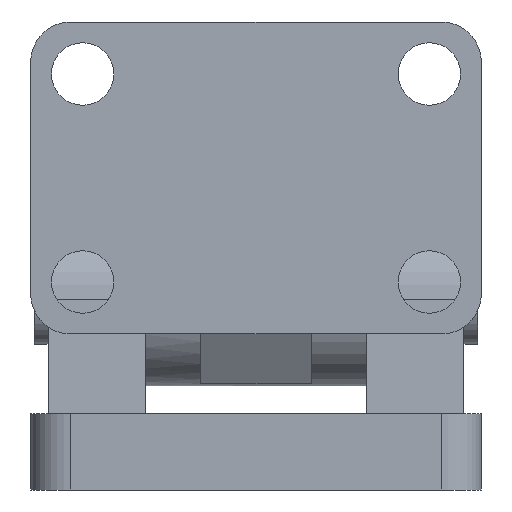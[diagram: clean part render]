
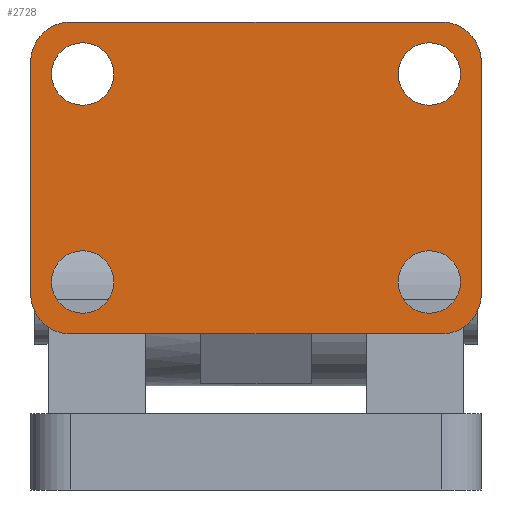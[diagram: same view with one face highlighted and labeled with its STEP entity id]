
A CAD part, left-side view. The second image highlights one B-rep face of the part: STEP entity #2728.
In plain terms, the highlighted face is planar.
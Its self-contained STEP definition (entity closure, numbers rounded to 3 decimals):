
#2053=CARTESIAN_POINT('',(-22.5,26.75,0.0));
#2054=VERTEX_POINT('',#2053);
#2061=CARTESIAN_POINT('',(-22.5,-26.75,0.0));
#2062=VERTEX_POINT('',#2061);
#2063=CARTESIAN_POINT('',(-22.5,-26.75,0.0));
#2064=DIRECTION('',(0.0,1.0,0.0));
#2065=VECTOR('',#2064,53.5);
#2066=LINE('',#2063,#2065);
#2067=EDGE_CURVE('',#2062,#2054,#2066,.T.);
#2084=CARTESIAN_POINT('',(-16.75,32.5,0.0));
#2085=VERTEX_POINT('',#2084);
#2092=CARTESIAN_POINT('',(-16.75,26.75,0.0));
#2093=DIRECTION('',(0.0,0.0,1.));
#2094=DIRECTION('',(-0.707,0.707,0.0));
#2095=AXIS2_PLACEMENT_3D('',#2092,#2093,#2094);
#2096=CIRCLE('',#2095,5.75);
#2097=EDGE_CURVE('',#2085,#2054,#2096,.T.);
#2144=CARTESIAN_POINT('',(16.75,-32.5,0.0));
#2145=VERTEX_POINT('',#2144);
#2152=CARTESIAN_POINT('',(22.5,-26.75,0.0));
#2153=VERTEX_POINT('',#2152);
#2154=CARTESIAN_POINT('',(16.75,-26.75,0.0));
#2155=DIRECTION('',(0.0,0.0,1.));
#2156=DIRECTION('',(0.707,-0.707,0.0));
#2157=AXIS2_PLACEMENT_3D('',#2154,#2155,#2156);
#2158=CIRCLE('',#2157,5.75);
#2159=EDGE_CURVE('',#2145,#2153,#2158,.T.);
#2225=CARTESIAN_POINT('',(-16.75,-32.5,0.0));
#2226=VERTEX_POINT('',#2225);
#2233=CARTESIAN_POINT('',(16.75,-32.5,0.0));
#2234=DIRECTION('',(-1.0,0.0,0.0));
#2235=VECTOR('',#2234,33.5);
#2236=LINE('',#2233,#2235);
#2237=EDGE_CURVE('',#2145,#2226,#2236,.T.);
#2261=CARTESIAN_POINT('',(16.75,32.5,0.0));
#2262=VERTEX_POINT('',#2261);
#2269=CARTESIAN_POINT('',(-16.75,32.5,0.0));
#2270=DIRECTION('',(1.0,0.0,0.0));
#2271=VECTOR('',#2270,33.5);
#2272=LINE('',#2269,#2271);
#2273=EDGE_CURVE('',#2085,#2262,#2272,.T.);
#2316=CARTESIAN_POINT('',(22.5,26.75,0.0));
#2317=VERTEX_POINT('',#2316);
#2324=CARTESIAN_POINT('',(16.75,26.75,0.0));
#2325=DIRECTION('',(0.0,0.0,1.));
#2326=DIRECTION('',(0.707,0.707,0.0));
#2327=AXIS2_PLACEMENT_3D('',#2324,#2325,#2326);
#2328=CIRCLE('',#2327,5.75);
#2329=EDGE_CURVE('',#2317,#2262,#2328,.T.);
#2342=CARTESIAN_POINT('',(-16.75,-26.75,0.0));
#2343=DIRECTION('',(0.0,0.0,1.));
#2344=DIRECTION('',(-0.707,-0.707,0.0));
#2345=AXIS2_PLACEMENT_3D('',#2342,#2343,#2344);
#2346=CIRCLE('',#2345,5.75);
#2347=EDGE_CURVE('',#2062,#2226,#2346,.T.);
#2543=CARTESIAN_POINT('',(-19.5,-25.0,0.0));
#2544=VERTEX_POINT('',#2543);
#2545=CARTESIAN_POINT('',(-15.0,-25.0,0.0));
#2546=DIRECTION('',(0.0,0.0,1.0));
#2547=DIRECTION('',(1.0,0.0,0.0));
#2548=AXIS2_PLACEMENT_3D('',#2545,#2546,#2547);
#2549=CIRCLE('',#2548,4.5);
#2550=EDGE_CURVE('',#2544,#2544,#2549,.T.);
#2584=CARTESIAN_POINT('',(10.5,25.0,0.0));
#2585=VERTEX_POINT('',#2584);
#2586=CARTESIAN_POINT('',(15.0,25.0,0.0));
#2587=DIRECTION('',(0.0,0.0,1.0));
#2588=DIRECTION('',(1.0,0.0,0.0));
#2589=AXIS2_PLACEMENT_3D('',#2586,#2587,#2588);
#2590=CIRCLE('',#2589,4.5);
#2591=EDGE_CURVE('',#2585,#2585,#2590,.T.);
#2625=CARTESIAN_POINT('',(10.5,-25.0,0.0));
#2626=VERTEX_POINT('',#2625);
#2627=CARTESIAN_POINT('',(15.0,-25.0,0.0));
#2628=DIRECTION('',(0.0,0.0,1.0));
#2629=DIRECTION('',(1.0,0.0,0.0));
#2630=AXIS2_PLACEMENT_3D('',#2627,#2628,#2629);
#2631=CIRCLE('',#2630,4.5);
#2632=EDGE_CURVE('',#2626,#2626,#2631,.T.);
#2666=CARTESIAN_POINT('',(-19.5,25.0,0.0));
#2667=VERTEX_POINT('',#2666);
#2668=CARTESIAN_POINT('',(-15.0,25.0,0.0));
#2669=DIRECTION('',(0.0,0.0,1.0));
#2670=DIRECTION('',(1.0,0.0,0.0));
#2671=AXIS2_PLACEMENT_3D('',#2668,#2669,#2670);
#2672=CIRCLE('',#2671,4.5);
#2673=EDGE_CURVE('',#2667,#2667,#2672,.T.);
#2690=CARTESIAN_POINT('',(22.5,26.75,0.0));
#2691=DIRECTION('',(0.0,-1.0,0.0));
#2692=VECTOR('',#2691,53.5);
#2693=LINE('',#2690,#2692);
#2694=EDGE_CURVE('',#2317,#2153,#2693,.T.);
#2701=CARTESIAN_POINT('',(0.0,0.,0.0));
#2702=DIRECTION('',(0.0,0.0,1.0));
#2703=DIRECTION('',(1.0,0.0,0.0));
#2704=AXIS2_PLACEMENT_3D('',#2701,#2702,#2703);
#2705=PLANE('',#2704);
#2706=ORIENTED_EDGE('',*,*,#2159,.F.);
#2707=ORIENTED_EDGE('',*,*,#2237,.T.);
#2708=ORIENTED_EDGE('',*,*,#2347,.F.);
#2709=ORIENTED_EDGE('',*,*,#2067,.T.);
#2710=ORIENTED_EDGE('',*,*,#2097,.F.);
#2711=ORIENTED_EDGE('',*,*,#2273,.T.);
#2712=ORIENTED_EDGE('',*,*,#2329,.F.);
#2713=ORIENTED_EDGE('',*,*,#2694,.T.);
#2714=EDGE_LOOP('',(#2706,#2707,#2708,#2709,#2710,#2711,#2712,#2713));
#2715=FACE_OUTER_BOUND('',#2714,.T.);
#2716=ORIENTED_EDGE('',*,*,#2550,.T.);
#2717=EDGE_LOOP('',(#2716));
#2718=FACE_BOUND('',#2717,.T.);
#2719=ORIENTED_EDGE('',*,*,#2591,.T.);
#2720=EDGE_LOOP('',(#2719));
#2721=FACE_BOUND('',#2720,.T.);
#2722=ORIENTED_EDGE('',*,*,#2632,.T.);
#2723=EDGE_LOOP('',(#2722));
#2724=FACE_BOUND('',#2723,.T.);
#2725=ORIENTED_EDGE('',*,*,#2673,.T.);
#2726=EDGE_LOOP('',(#2725));
#2727=FACE_BOUND('',#2726,.T.);
#2728=ADVANCED_FACE('',(#2715,#2718,#2721,#2724,#2727),#2705,.F.);
